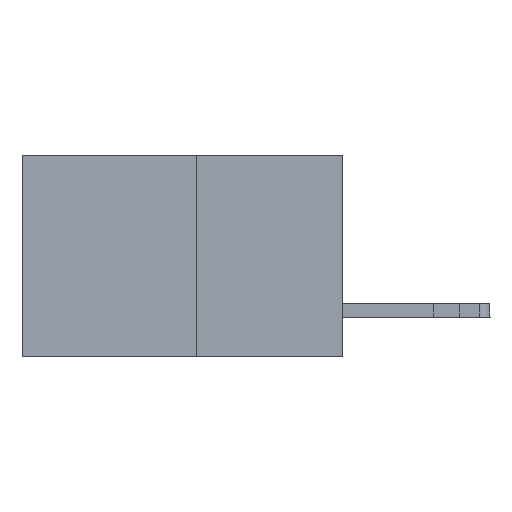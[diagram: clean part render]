
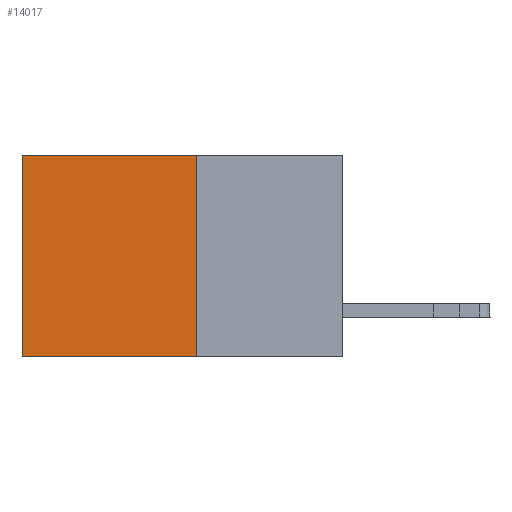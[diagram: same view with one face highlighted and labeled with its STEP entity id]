
A CAD part, left-side view. The second image highlights one B-rep face of the part: STEP entity #14017.
In plain terms, the highlighted planar face has unit normal (-1, 0, 0).
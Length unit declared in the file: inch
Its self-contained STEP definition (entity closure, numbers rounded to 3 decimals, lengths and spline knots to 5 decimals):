
#247 = DIRECTION ( 'NONE',  ( 0., 1., 0. ) ) ;
#648 = EDGE_CURVE ( 'NONE', #14195, #27388, #3075, .T. ) ;
#660 = EDGE_CURVE ( 'NONE', #2680, #17829, #28125, .T. ) ;
#1868 = VECTOR ( 'NONE', #23211, 39.37008 ) ;
#2680 = VERTEX_POINT ( 'NONE', #19646 ) ;
#2924 = DIRECTION ( 'NONE',  ( 0., 0., -1. ) ) ;
#3075 = LINE ( 'NONE', #27991, #14692 ) ;
#6635 = VECTOR ( 'NONE', #247, 39.37008 ) ;
#7018 = PLANE ( 'NONE',  #23117 ) ;
#7297 = DIRECTION ( 'NONE',  ( 1., 0., 0. ) ) ;
#7847 = ORIENTED_EDGE ( 'NONE', *, *, #17322, .F. ) ;
#8807 = ORIENTED_EDGE ( 'NONE', *, *, #8827, .T. ) ;
#8827 = EDGE_CURVE ( 'NONE', #2680, #14195, #22905, .T. ) ;
#10493 = VECTOR ( 'NONE', #14237, 39.37008 ) ;
#11138 = LINE ( 'NONE', #18289, #6635 ) ;
#14017 = ADVANCED_FACE ( 'NONE', ( #27743 ), #7018, .F. ) ;
#14107 = CARTESIAN_POINT ( 'NONE',  ( 0.277, 0.27, -0.37 ) ) ;
#14195 = VERTEX_POINT ( 'NONE', #15187 ) ;
#14237 = DIRECTION ( 'NONE',  ( 0., 1., 0. ) ) ;
#14692 = VECTOR ( 'NONE', #2924, 39.37008 ) ;
#14986 = ORIENTED_EDGE ( 'NONE', *, *, #648, .T. ) ;
#15187 = CARTESIAN_POINT ( 'NONE',  ( 0.277, 0.59, 0. ) ) ;
#16116 = DIRECTION ( 'NONE',  ( 0., 0., -1. ) ) ;
#17322 = EDGE_CURVE ( 'NONE', #17829, #27388, #11138, .T. ) ;
#17829 = VERTEX_POINT ( 'NONE', #27024 ) ;
#18289 = CARTESIAN_POINT ( 'NONE',  ( 0.277, 0.27, -0.37 ) ) ;
#19646 = CARTESIAN_POINT ( 'NONE',  ( 0.277, 0.27, 0. ) ) ;
#22888 = EDGE_LOOP ( 'NONE', ( #14986, #7847, #24635, #8807 ) ) ;
#22905 = LINE ( 'NONE', #23050, #10493 ) ;
#22967 = CARTESIAN_POINT ( 'NONE',  ( 0.277, 0.27, -0.37 ) ) ;
#23050 = CARTESIAN_POINT ( 'NONE',  ( 0.277, 0.27, 0. ) ) ;
#23117 = AXIS2_PLACEMENT_3D ( 'NONE', #22967, #7297, #16116 ) ;
#23211 = DIRECTION ( 'NONE',  ( 0., 0., -1. ) ) ;
#24635 = ORIENTED_EDGE ( 'NONE', *, *, #660, .F. ) ;
#27024 = CARTESIAN_POINT ( 'NONE',  ( 0.277, 0.27, -0.37 ) ) ;
#27052 = CARTESIAN_POINT ( 'NONE',  ( 0.277, 0.59, -0.37 ) ) ;
#27388 = VERTEX_POINT ( 'NONE', #27052 ) ;
#27743 = FACE_OUTER_BOUND ( 'NONE', #22888, .T. ) ;
#27991 = CARTESIAN_POINT ( 'NONE',  ( 0.277, 0.59, -0.37 ) ) ;
#28125 = LINE ( 'NONE', #14107, #1868 ) ;
